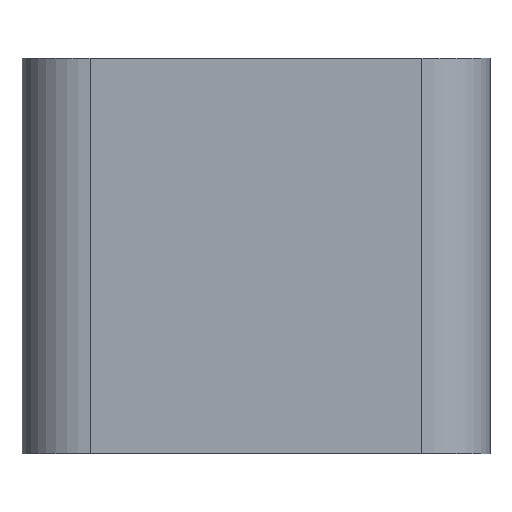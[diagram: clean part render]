
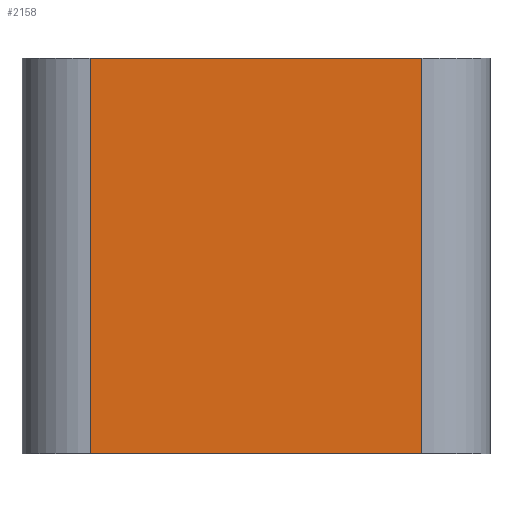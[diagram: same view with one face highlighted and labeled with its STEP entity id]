
A CAD part, top view. The second image highlights one B-rep face of the part: STEP entity #2158.
In plain terms, the highlighted planar face has unit normal (0, 0, 1).
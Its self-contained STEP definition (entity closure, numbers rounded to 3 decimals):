
#1207 = PLANE('',#1208);
#1208 = AXIS2_PLACEMENT_3D('',#1209,#1210,#1211);
#1209 = CARTESIAN_POINT('',(0.,-3.775,1.63));
#1210 = DIRECTION('',(0.,1.,0.));
#1211 = DIRECTION('',(0.,0.,1.));
#1703 = VERTEX_POINT('',#1704);
#1704 = CARTESIAN_POINT('',(-3.17,-3.775,3.26));
#1723 = CYLINDRICAL_SURFACE('',#1724,1.3);
#1724 = AXIS2_PLACEMENT_3D('',#1725,#1726,#1727);
#1725 = CARTESIAN_POINT('',(-3.17,3.775,1.96));
#1726 = DIRECTION('',(-0.,1.,0.));
#1727 = DIRECTION('',(1.,0.,0.));
#1735 = EDGE_CURVE('',#1703,#1736,#1738,.T.);
#1736 = VERTEX_POINT('',#1737);
#1737 = CARTESIAN_POINT('',(3.17,-3.775,3.26));
#1738 = SURFACE_CURVE('',#1739,(#1743,#1750),.PCURVE_S1.);
#1739 = LINE('',#1740,#1741);
#1740 = CARTESIAN_POINT('',(-3.17,-3.775,3.26));
#1741 = VECTOR('',#1742,1.);
#1742 = DIRECTION('',(1.,0.,0.));
#1743 = PCURVE('',#1207,#1744);
#1744 = DEFINITIONAL_REPRESENTATION('',(#1745),#1749);
#1745 = LINE('',#1746,#1747);
#1746 = CARTESIAN_POINT('',(1.63,-3.17));
#1747 = VECTOR('',#1748,1.);
#1748 = DIRECTION('',(0.,1.));
#1749 = ( GEOMETRIC_REPRESENTATION_CONTEXT(2) 
PARAMETRIC_REPRESENTATION_CONTEXT() REPRESENTATION_CONTEXT('2D SPACE',''
  ) );
#1750 = PCURVE('',#1751,#1756);
#1751 = PLANE('',#1752);
#1752 = AXIS2_PLACEMENT_3D('',#1753,#1754,#1755);
#1753 = CARTESIAN_POINT('',(-3.17,3.775,3.26));
#1754 = DIRECTION('',(0.,0.,1.));
#1755 = DIRECTION('',(1.,0.,0.));
#1756 = DEFINITIONAL_REPRESENTATION('',(#1757),#1761);
#1757 = LINE('',#1758,#1759);
#1758 = CARTESIAN_POINT('',(0.,-7.55));
#1759 = VECTOR('',#1760,1.);
#1760 = DIRECTION('',(1.,0.));
#1761 = ( GEOMETRIC_REPRESENTATION_CONTEXT(2) 
PARAMETRIC_REPRESENTATION_CONTEXT() REPRESENTATION_CONTEXT('2D SPACE',''
  ) );
#1784 = CYLINDRICAL_SURFACE('',#1785,1.3);
#1785 = AXIS2_PLACEMENT_3D('',#1786,#1787,#1788);
#1786 = CARTESIAN_POINT('',(3.17,3.775,1.96));
#1787 = DIRECTION('',(-0.,1.,0.));
#1788 = DIRECTION('',(1.,0.,0.));
#1990 = PLANE('',#1991);
#1991 = AXIS2_PLACEMENT_3D('',#1992,#1993,#1994);
#1992 = CARTESIAN_POINT('',(0.,3.775,1.63));
#1993 = DIRECTION('',(0.,1.,0.));
#1994 = DIRECTION('',(0.,0.,1.));
#2059 = EDGE_CURVE('',#2060,#1703,#2062,.T.);
#2060 = VERTEX_POINT('',#2061);
#2061 = CARTESIAN_POINT('',(-3.17,3.775,3.26));
#2062 = SURFACE_CURVE('',#2063,(#2067,#2074),.PCURVE_S1.);
#2063 = LINE('',#2064,#2065);
#2064 = CARTESIAN_POINT('',(-3.17,3.775,3.26));
#2065 = VECTOR('',#2066,1.);
#2066 = DIRECTION('',(0.,-1.,0.));
#2067 = PCURVE('',#1723,#2068);
#2068 = DEFINITIONAL_REPRESENTATION('',(#2069),#2073);
#2069 = LINE('',#2070,#2071);
#2070 = CARTESIAN_POINT('',(-1.571,0.));
#2071 = VECTOR('',#2072,1.);
#2072 = DIRECTION('',(-0.,-1.));
#2073 = ( GEOMETRIC_REPRESENTATION_CONTEXT(2) 
PARAMETRIC_REPRESENTATION_CONTEXT() REPRESENTATION_CONTEXT('2D SPACE',''
  ) );
#2074 = PCURVE('',#1751,#2075);
#2075 = DEFINITIONAL_REPRESENTATION('',(#2076),#2080);
#2076 = LINE('',#2077,#2078);
#2077 = CARTESIAN_POINT('',(0.,0.));
#2078 = VECTOR('',#2079,1.);
#2079 = DIRECTION('',(0.,-1.));
#2080 = ( GEOMETRIC_REPRESENTATION_CONTEXT(2) 
PARAMETRIC_REPRESENTATION_CONTEXT() REPRESENTATION_CONTEXT('2D SPACE',''
  ) );
#2158 = ADVANCED_FACE('',(#2159),#1751,.T.);
#2159 = FACE_BOUND('',#2160,.T.);
#2160 = EDGE_LOOP('',(#2161,#2162,#2163,#2186));
#2161 = ORIENTED_EDGE('',*,*,#2059,.T.);
#2162 = ORIENTED_EDGE('',*,*,#1735,.T.);
#2163 = ORIENTED_EDGE('',*,*,#2164,.F.);
#2164 = EDGE_CURVE('',#2165,#1736,#2167,.T.);
#2165 = VERTEX_POINT('',#2166);
#2166 = CARTESIAN_POINT('',(3.17,3.775,3.26));
#2167 = SURFACE_CURVE('',#2168,(#2172,#2179),.PCURVE_S1.);
#2168 = LINE('',#2169,#2170);
#2169 = CARTESIAN_POINT('',(3.17,3.775,3.26));
#2170 = VECTOR('',#2171,1.);
#2171 = DIRECTION('',(0.,-1.,0.));
#2172 = PCURVE('',#1751,#2173);
#2173 = DEFINITIONAL_REPRESENTATION('',(#2174),#2178);
#2174 = LINE('',#2175,#2176);
#2175 = CARTESIAN_POINT('',(6.34,0.));
#2176 = VECTOR('',#2177,1.);
#2177 = DIRECTION('',(0.,-1.));
#2178 = ( GEOMETRIC_REPRESENTATION_CONTEXT(2) 
PARAMETRIC_REPRESENTATION_CONTEXT() REPRESENTATION_CONTEXT('2D SPACE',''
  ) );
#2179 = PCURVE('',#1784,#2180);
#2180 = DEFINITIONAL_REPRESENTATION('',(#2181),#2185);
#2181 = LINE('',#2182,#2183);
#2182 = CARTESIAN_POINT('',(-1.571,0.));
#2183 = VECTOR('',#2184,1.);
#2184 = DIRECTION('',(-0.,-1.));
#2185 = ( GEOMETRIC_REPRESENTATION_CONTEXT(2) 
PARAMETRIC_REPRESENTATION_CONTEXT() REPRESENTATION_CONTEXT('2D SPACE',''
  ) );
#2186 = ORIENTED_EDGE('',*,*,#2187,.F.);
#2187 = EDGE_CURVE('',#2060,#2165,#2188,.T.);
#2188 = SURFACE_CURVE('',#2189,(#2193,#2200),.PCURVE_S1.);
#2189 = LINE('',#2190,#2191);
#2190 = CARTESIAN_POINT('',(-3.17,3.775,3.26));
#2191 = VECTOR('',#2192,1.);
#2192 = DIRECTION('',(1.,0.,0.));
#2193 = PCURVE('',#1751,#2194);
#2194 = DEFINITIONAL_REPRESENTATION('',(#2195),#2199);
#2195 = LINE('',#2196,#2197);
#2196 = CARTESIAN_POINT('',(0.,0.));
#2197 = VECTOR('',#2198,1.);
#2198 = DIRECTION('',(1.,0.));
#2199 = ( GEOMETRIC_REPRESENTATION_CONTEXT(2) 
PARAMETRIC_REPRESENTATION_CONTEXT() REPRESENTATION_CONTEXT('2D SPACE',''
  ) );
#2200 = PCURVE('',#1990,#2201);
#2201 = DEFINITIONAL_REPRESENTATION('',(#2202),#2206);
#2202 = LINE('',#2203,#2204);
#2203 = CARTESIAN_POINT('',(1.63,-3.17));
#2204 = VECTOR('',#2205,1.);
#2205 = DIRECTION('',(0.,1.));
#2206 = ( GEOMETRIC_REPRESENTATION_CONTEXT(2) 
PARAMETRIC_REPRESENTATION_CONTEXT() REPRESENTATION_CONTEXT('2D SPACE',''
  ) );
